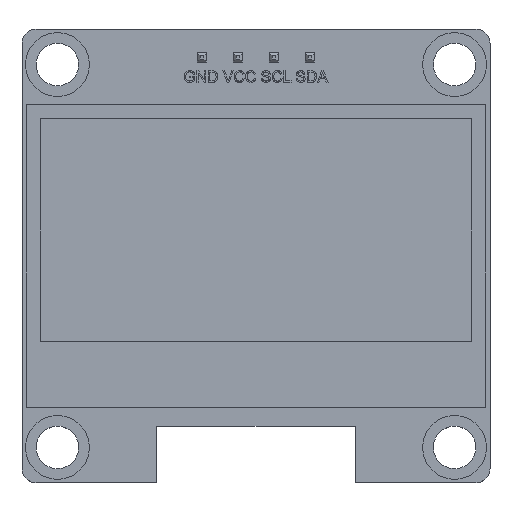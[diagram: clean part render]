
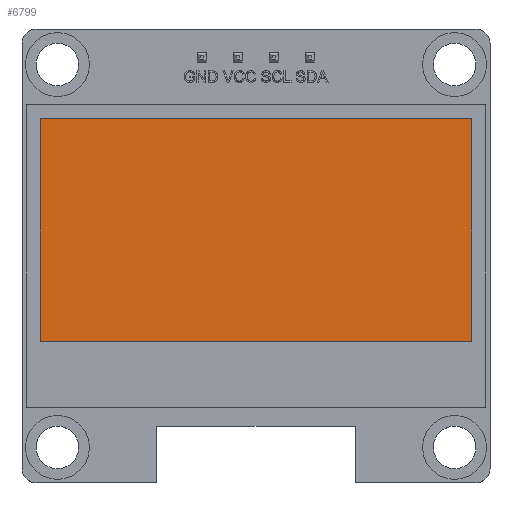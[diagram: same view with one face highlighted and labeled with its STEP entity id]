
A CAD part, top view. The second image highlights one B-rep face of the part: STEP entity #6799.
In plain terms, the highlighted planar face has unit normal (0, 0, 1).
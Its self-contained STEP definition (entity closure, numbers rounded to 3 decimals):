
#1082=FACE_OUTER_BOUND('',#1477,.T.);
#1477=EDGE_LOOP('',(#6186,#6187,#6188,#6189));
#2074=LINE('',#13104,#2665);
#2075=LINE('',#13106,#2666);
#2076=LINE('',#13108,#2667);
#2077=LINE('',#13109,#2668);
#2665=VECTOR('',#7954,10.);
#2666=VECTOR('',#7955,10.);
#2667=VECTOR('',#7956,10.);
#2668=VECTOR('',#7957,10.);
#3316=VERTEX_POINT('',#13102);
#3317=VERTEX_POINT('',#13103);
#3318=VERTEX_POINT('',#13105);
#3319=VERTEX_POINT('',#13107);
#4284=EDGE_CURVE('',#3316,#3317,#2074,.T.);
#4285=EDGE_CURVE('',#3318,#3316,#2075,.T.);
#4286=EDGE_CURVE('',#3319,#3318,#2076,.T.);
#4287=EDGE_CURVE('',#3317,#3319,#2077,.T.);
#6186=ORIENTED_EDGE('',*,*,#4284,.F.);
#6187=ORIENTED_EDGE('',*,*,#4285,.F.);
#6188=ORIENTED_EDGE('',*,*,#4286,.F.);
#6189=ORIENTED_EDGE('',*,*,#4287,.F.);
#6436=PLANE('',#7007);
#6799=ADVANCED_FACE('',(#1082),#6436,.T.);
#7007=AXIS2_PLACEMENT_3D('',#13101,#7952,#7953);
#7952=DIRECTION('center_axis',(0.,0.,1.));
#7953=DIRECTION('ref_axis',(1.,0.,0.));
#7954=DIRECTION('',(1.,0.,0.));
#7955=DIRECTION('',(0.,1.,0.));
#7956=DIRECTION('',(-1.,0.,0.));
#7957=DIRECTION('',(0.,-1.,0.));
#13101=CARTESIAN_POINT('Origin',(16.5,16.,1.43));
#13102=CARTESIAN_POINT('',(1.29,25.68,1.43));
#13103=CARTESIAN_POINT('',(31.71,25.68,1.43));
#13104=CARTESIAN_POINT('',(24.105,25.68,1.43));
#13105=CARTESIAN_POINT('',(1.29,9.98,1.43));
#13106=CARTESIAN_POINT('',(1.29,20.84,1.43));
#13107=CARTESIAN_POINT('',(31.71,9.98,1.43));
#13108=CARTESIAN_POINT('',(8.895,9.98,1.43));
#13109=CARTESIAN_POINT('',(31.71,12.99,1.43));
